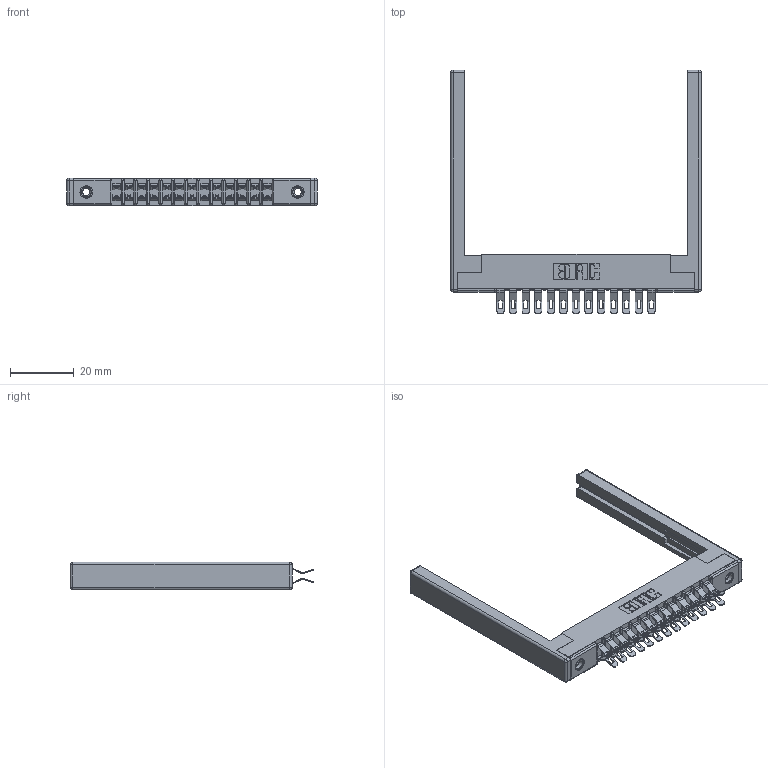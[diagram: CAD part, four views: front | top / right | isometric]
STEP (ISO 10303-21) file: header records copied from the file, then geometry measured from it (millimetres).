
FILE_DESCRIPTION (( 'STEP AP203' ), '1' );
FILE_NAME ('357-026-555-268.STEP', '2019-09-17T23:00:57', ( '' ), ( '' ), 'SwSTEP 2.0', 'SolidWorks 2016', '' );
FILE_SCHEMA (( 'CONFIG_CONTROL_DESIGN' ));
Length unit declared in the file: inch
Products named in the file (5): 307 Part_.156 Dia Mounting Holes; 357-026-555-268; 307-220-068; 307-290-001_555; 345-250-001_345-250-001-102
Assembly tree (31 placements, depth 2):
  357-026-555-268
    307 Part_.156 Dia Mounting Holes
    307-290-001_555  x26
    307-220-068  x2
    345-250-001_345-250-001-102  x2
Bounding box: 78.94 x 76.71 x 8.71 mm (x, y, z)
Volume: 9803.7 mm3; surface area: 13261.4 mm2
Topology: 31 solids, 31 shells, 1872 faces, 5419 edges, 3518 vertices
Faces by surface type: plane 1042, cylinder 778, sphere 36, cone 12, torus 4
Entity records: 18432 total; most frequent: CARTESIAN_POINT 3006, DIRECTION 2979, ORIENTED_EDGE 2970, EDGE_CURVE 1485, LINE 1113, VECTOR 1113, VERTEX_POINT 960, AXIS2_PLACEMENT_3D 933
